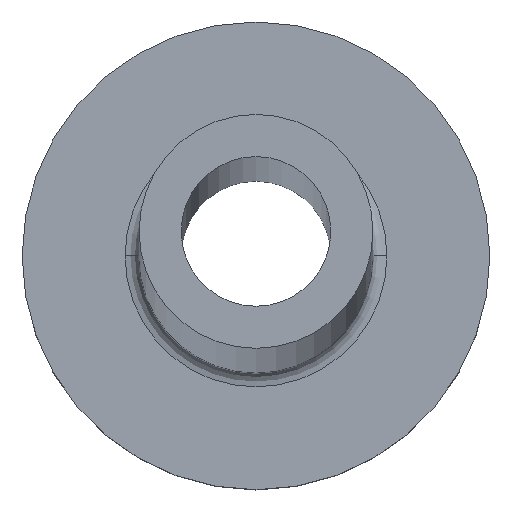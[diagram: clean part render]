
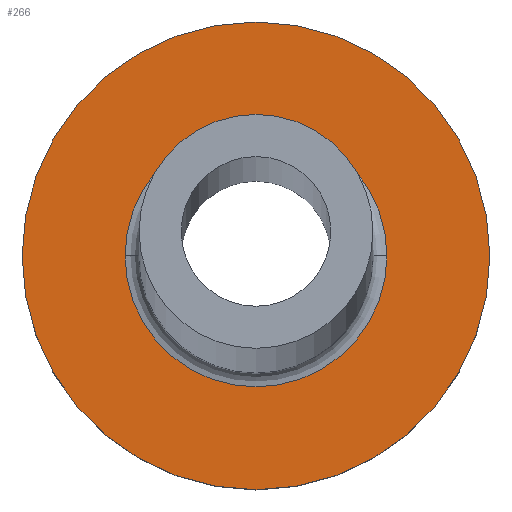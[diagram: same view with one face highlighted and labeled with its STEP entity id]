
A CAD part, top view. The second image highlights one B-rep face of the part: STEP entity #266.
In plain terms, the highlighted planar face has unit normal (0, 0, 1).
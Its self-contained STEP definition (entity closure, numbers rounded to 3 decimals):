
#4 = EDGE_CURVE ( 'NONE', #353, #321, #352, .T. ) ;
#17 = CARTESIAN_POINT ( 'NONE',  ( 0., 0., 3. ) ) ;
#23 = CARTESIAN_POINT ( 'NONE',  ( 0., 0., 3. ) ) ;
#24 = PLANE ( 'NONE',  #179 ) ;
#45 = CARTESIAN_POINT ( 'NONE',  ( -2.8, 0., 3. ) ) ;
#48 = CARTESIAN_POINT ( 'NONE',  ( -5., 0., 3. ) ) ;
#57 = AXIS2_PLACEMENT_3D ( 'NONE', #17, #335, #368 ) ;
#90 = DIRECTION ( 'NONE',  ( 0., 0., -1. ) ) ;
#103 = AXIS2_PLACEMENT_3D ( 'NONE', #23, #226, #170 ) ;
#107 = DIRECTION ( 'NONE',  ( 1., 0., 0. ) ) ;
#115 = CARTESIAN_POINT ( 'NONE',  ( 0., 0., 3. ) ) ;
#117 = EDGE_CURVE ( 'NONE', #314, #316, #129, .T. ) ;
#129 = CIRCLE ( 'NONE', #134, 5. ) ;
#134 = AXIS2_PLACEMENT_3D ( 'NONE', #192, #164, #107 ) ;
#139 = ORIENTED_EDGE ( 'NONE', *, *, #4, .T. ) ;
#142 = EDGE_LOOP ( 'NONE', ( #380, #364 ) ) ;
#145 = EDGE_CURVE ( 'NONE', #321, #353, #212, .T. ) ;
#159 = CIRCLE ( 'NONE', #103, 5. ) ;
#164 = DIRECTION ( 'NONE',  ( 0., 0., 1. ) ) ;
#170 = DIRECTION ( 'NONE',  ( 1., 0., 0. ) ) ;
#179 = AXIS2_PLACEMENT_3D ( 'NONE', #115, #234, #348 ) ;
#192 = CARTESIAN_POINT ( 'NONE',  ( 0., 0., 3. ) ) ;
#204 = CARTESIAN_POINT ( 'NONE',  ( 5., 0., 3. ) ) ;
#206 = AXIS2_PLACEMENT_3D ( 'NONE', #273, #90, #277 ) ;
#212 = CIRCLE ( 'NONE', #57, 2.8 ) ;
#226 = DIRECTION ( 'NONE',  ( 0., 0., 1. ) ) ;
#234 = DIRECTION ( 'NONE',  ( 0., 0., 1. ) ) ;
#241 = ORIENTED_EDGE ( 'NONE', *, *, #145, .T. ) ;
#250 = FACE_BOUND ( 'NONE', #329, .T. ) ;
#266 = ADVANCED_FACE ( 'NONE', ( #250, #367 ), #24, .T. ) ;
#273 = CARTESIAN_POINT ( 'NONE',  ( 0., 0., 3. ) ) ;
#274 = EDGE_CURVE ( 'NONE', #316, #314, #159, .T. ) ;
#277 = DIRECTION ( 'NONE',  ( 1., 0., 0. ) ) ;
#314 = VERTEX_POINT ( 'NONE', #48 ) ;
#316 = VERTEX_POINT ( 'NONE', #204 ) ;
#319 = CARTESIAN_POINT ( 'NONE',  ( 2.8, 0., 3. ) ) ;
#321 = VERTEX_POINT ( 'NONE', #45 ) ;
#329 = EDGE_LOOP ( 'NONE', ( #139, #241 ) ) ;
#335 = DIRECTION ( 'NONE',  ( 0., 0., -1. ) ) ;
#348 = DIRECTION ( 'NONE',  ( 1., 0., 0. ) ) ;
#352 = CIRCLE ( 'NONE', #206, 2.8 ) ;
#353 = VERTEX_POINT ( 'NONE', #319 ) ;
#364 = ORIENTED_EDGE ( 'NONE', *, *, #274, .T. ) ;
#367 = FACE_OUTER_BOUND ( 'NONE', #142, .T. ) ;
#368 = DIRECTION ( 'NONE',  ( 1., 0., 0. ) ) ;
#380 = ORIENTED_EDGE ( 'NONE', *, *, #117, .T. ) ;
